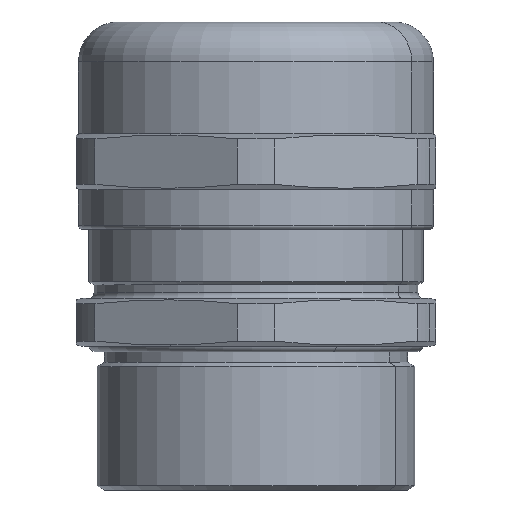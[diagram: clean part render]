
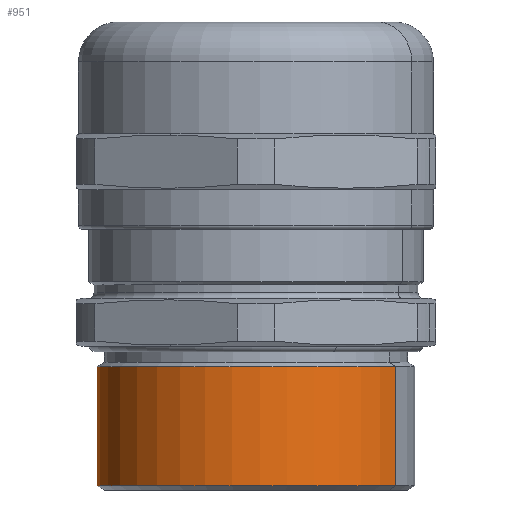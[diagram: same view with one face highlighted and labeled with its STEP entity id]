
A CAD part, front view. The second image highlights one B-rep face of the part: STEP entity #951.
In plain terms, the highlighted cylindrical face has radius 19.925 mm (diameter 39.85 mm), a partial arc.
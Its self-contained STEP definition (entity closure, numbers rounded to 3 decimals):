
#899=AXIS2_PLACEMENT_3D('Circle Axis2P3D',#897,#898,$) ;
#912=AXIS2_PLACEMENT_3D('Cylinder Axis2P3D',#909,#910,#911) ;
#942=AXIS2_PLACEMENT_3D('Circle Axis2P3D',#940,#941,$) ;
#875=CARTESIAN_POINT('Vertex',(5.014,34.303,15.466)) ;
#877=CARTESIAN_POINT('Vertex',(39.986,15.197,15.466)) ;
#897=CARTESIAN_POINT('Axis2P3D Location',(22.5,24.75,15.466)) ;
#909=CARTESIAN_POINT('Axis2P3D Location',(22.5,24.75,29.323)) ;
#918=CARTESIAN_POINT('Vertex',(5.014,34.303,0.53)) ;
#920=CARTESIAN_POINT('Vertex',(39.986,15.197,0.53)) ;
#923=CARTESIAN_POINT('Line Origine',(5.014,34.303,7.998)) ;
#928=CARTESIAN_POINT('Line Origine',(39.986,15.197,7.998)) ;
#940=CARTESIAN_POINT('Axis2P3D Location',(22.5,24.75,0.53)) ;
#898=DIRECTION('Axis2P3D Direction',(0.,0.,-1.)) ;
#910=DIRECTION('Axis2P3D Direction',(0.,0.,-1.)) ;
#911=DIRECTION('Axis2P3D XDirection',(-0.878,0.479,-0.)) ;
#924=DIRECTION('Vector Direction',(0.,0.,-1.)) ;
#929=DIRECTION('Vector Direction',(0.,0.,-1.)) ;
#941=DIRECTION('Axis2P3D Direction',(0.,0.,-1.)) ;
#925=VECTOR('Line Direction',#924,1.) ;
#930=VECTOR('Line Direction',#929,1.) ;
#946=ORIENTED_EDGE('',*,*,#944,.F.) ;
#947=ORIENTED_EDGE('',*,*,#932,.T.) ;
#948=ORIENTED_EDGE('',*,*,#901,.T.) ;
#949=ORIENTED_EDGE('',*,*,#927,.F.) ;
#951=ADVANCED_FACE('1460090000_VG_M40_EXE_MS.1',(#950),#913,.T.) ;
#900=CIRCLE('generated circle',#899,19.925) ;
#943=CIRCLE('generated circle',#942,19.925) ;
#913=CYLINDRICAL_SURFACE('generated cylinder',#912,19.925) ;
#901=EDGE_CURVE('',#878,#876,#900,.T.) ;
#927=EDGE_CURVE('',#919,#876,#926,.F.) ;
#932=EDGE_CURVE('',#921,#878,#931,.F.) ;
#944=EDGE_CURVE('',#921,#919,#943,.T.) ;
#945=EDGE_LOOP('',(#946,#947,#948,#949)) ;
#950=FACE_OUTER_BOUND('',#945,.T.) ;
#926=LINE('Line',#923,#925) ;
#931=LINE('Line',#928,#930) ;
#876=VERTEX_POINT('',#875) ;
#878=VERTEX_POINT('',#877) ;
#919=VERTEX_POINT('',#918) ;
#921=VERTEX_POINT('',#920) ;
